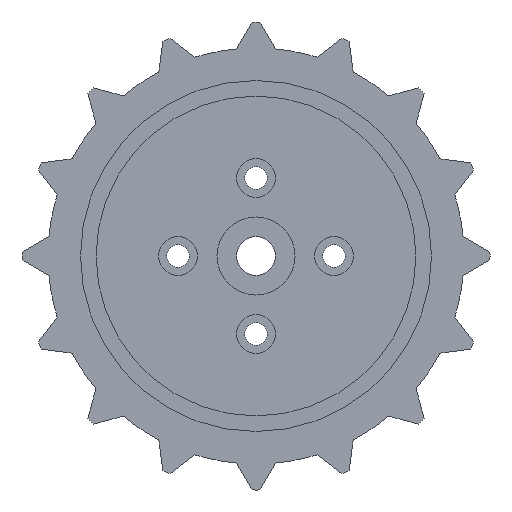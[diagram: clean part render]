
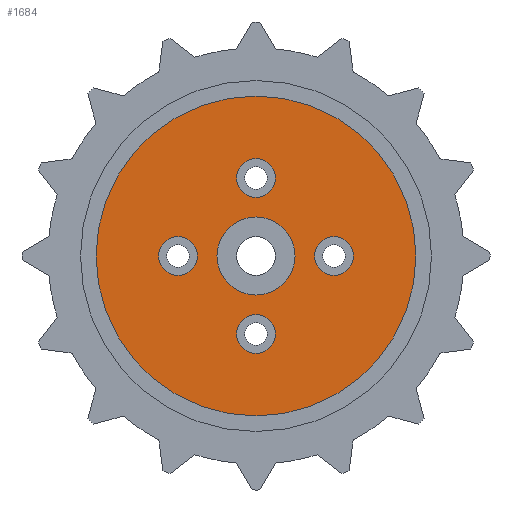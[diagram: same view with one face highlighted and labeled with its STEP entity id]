
A CAD part, front view. The second image highlights one B-rep face of the part: STEP entity #1684.
In plain terms, the highlighted planar face has unit normal (0, -1, 0).
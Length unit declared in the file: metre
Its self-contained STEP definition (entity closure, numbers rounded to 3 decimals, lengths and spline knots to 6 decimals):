
#78=CIRCLE('',#1863,0.0015);
#79=CIRCLE('',#1864,0.0015);
#80=CIRCLE('',#1865,0.0015);
#81=CIRCLE('',#1866,0.0015);
#82=CIRCLE('',#1867,0.003);
#83=CIRCLE('',#1868,0.0123);
#488=ORIENTED_EDGE('',*,*,#822,.F.);
#489=ORIENTED_EDGE('',*,*,#823,.F.);
#490=ORIENTED_EDGE('',*,*,#824,.F.);
#491=ORIENTED_EDGE('',*,*,#825,.F.);
#492=ORIENTED_EDGE('',*,*,#826,.F.);
#493=ORIENTED_EDGE('',*,*,#827,.T.);
#822=EDGE_CURVE('',#989,#989,#78,.T.);
#823=EDGE_CURVE('',#990,#990,#79,.T.);
#824=EDGE_CURVE('',#991,#991,#80,.T.);
#825=EDGE_CURVE('',#992,#992,#81,.T.);
#826=EDGE_CURVE('',#993,#993,#82,.T.);
#827=EDGE_CURVE('',#994,#994,#83,.T.);
#989=VERTEX_POINT('',#2861);
#990=VERTEX_POINT('',#2863);
#991=VERTEX_POINT('',#2865);
#992=VERTEX_POINT('',#2867);
#993=VERTEX_POINT('',#2869);
#994=VERTEX_POINT('',#2871);
#1349=EDGE_LOOP('',(#488));
#1350=EDGE_LOOP('',(#489));
#1351=EDGE_LOOP('',(#490));
#1352=EDGE_LOOP('',(#491));
#1353=EDGE_LOOP('',(#492));
#1354=EDGE_LOOP('',(#493));
#1493=FACE_BOUND('',#1349,.T.);
#1494=FACE_BOUND('',#1350,.T.);
#1495=FACE_BOUND('',#1351,.T.);
#1496=FACE_BOUND('',#1352,.T.);
#1497=FACE_BOUND('',#1353,.T.);
#1498=FACE_BOUND('',#1354,.T.);
#1604=PLANE('',#1862);
#1684=ADVANCED_FACE('',(#1493,#1494,#1495,#1496,#1497,#1498),#1604,.T.);
#1862=AXIS2_PLACEMENT_3D('',#2859,#2325,#2326);
#1863=AXIS2_PLACEMENT_3D('',#2860,#2327,#2328);
#1864=AXIS2_PLACEMENT_3D('',#2862,#2329,#2330);
#1865=AXIS2_PLACEMENT_3D('',#2864,#2331,#2332);
#1866=AXIS2_PLACEMENT_3D('',#2866,#2333,#2334);
#1867=AXIS2_PLACEMENT_3D('',#2868,#2335,#2336);
#1868=AXIS2_PLACEMENT_3D('',#2870,#2337,#2338);
#2325=DIRECTION('',(0.,-1.,0.));
#2326=DIRECTION('',(1.,0.,0.));
#2327=DIRECTION('',(0.,-1.,0.));
#2328=DIRECTION('',(0.,0.,-1.));
#2329=DIRECTION('',(0.,-1.,0.));
#2330=DIRECTION('',(0.,0.,-1.));
#2331=DIRECTION('',(0.,-1.,0.));
#2332=DIRECTION('',(0.,0.,-1.));
#2333=DIRECTION('',(0.,-1.,0.));
#2334=DIRECTION('',(0.,0.,-1.));
#2335=DIRECTION('',(0.,-1.,0.));
#2336=DIRECTION('',(1.,0.,0.));
#2337=DIRECTION('',(0.,-1.,0.));
#2338=DIRECTION('',(1.,0.,0.));
#2859=CARTESIAN_POINT('',(0.,-0.00125,0.));
#2860=CARTESIAN_POINT('',(0.006,-0.00125,0.));
#2861=CARTESIAN_POINT('',(0.006,-0.00125,-0.0015));
#2862=CARTESIAN_POINT('',(0.,-0.00125,-0.006));
#2863=CARTESIAN_POINT('',(0.,-0.00125,-0.0075));
#2864=CARTESIAN_POINT('',(-0.006,-0.00125,0.));
#2865=CARTESIAN_POINT('',(-0.006,-0.00125,-0.0015));
#2866=CARTESIAN_POINT('',(0.,-0.00125,0.006));
#2867=CARTESIAN_POINT('',(0.,-0.00125,0.0045));
#2868=CARTESIAN_POINT('',(0.,-0.00125,0.));
#2869=CARTESIAN_POINT('',(0.003,-0.00125,0.));
#2870=CARTESIAN_POINT('',(0.,-0.00125,0.));
#2871=CARTESIAN_POINT('',(0.0123,-0.00125,0.));
